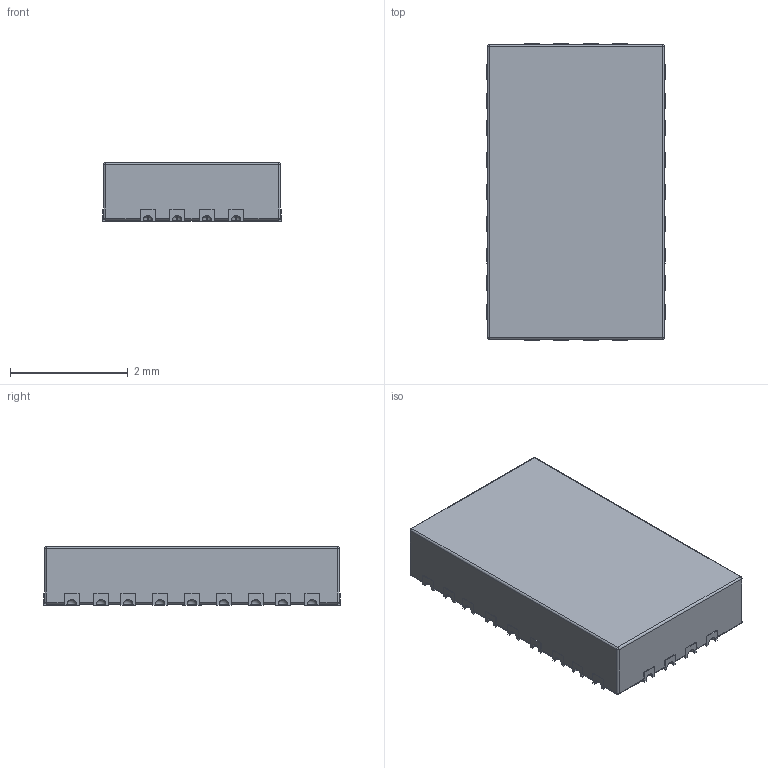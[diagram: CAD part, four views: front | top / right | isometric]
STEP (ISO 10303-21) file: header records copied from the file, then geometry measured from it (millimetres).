
FILE_DESCRIPTION(/* description */ ('Unknown'),/* implementation_level */ '2;1');
FILE_NAME(/* name */ 'TPS552892QWRYQRQ1',/* time_stamp */ '2023-11-14T11:04:57+02:00',/* author */ ('Unknown'),/* organization */ ('Unknown'),/* preprocessor_version */ 'ST-DEVELOPER v18.102',/* originating_system */ 'Solid Edge',/* authorisation */ 'Unknown');
FILE_SCHEMA (('AUTOMOTIVE_DESIGN {1 0 10303 214 3 1 1}'));
Length unit declared in the file: millimetre
Products named in the file (1): TPS552892QWRYQRQ1
Bounding box: 3.02 x 5.02 x 1 mm (x, y, z)
Volume: 14.7 mm3; surface area: 47 mm2
Topology: 1 solids, 1 shells, 390 faces, 1124 edges, 694 vertices
Faces by surface type: plane 211, cylinder 137, sphere 26, bspline 16
Entity records: 15076 total; most frequent: CARTESIAN_POINT 2307, ORIENTED_EDGE 2128, DIRECTION 2096, EDGE_CURVE 1064, LINE 782, VECTOR 782, VERTEX_POINT 676, AXIS2_PLACEMENT_3D 657
